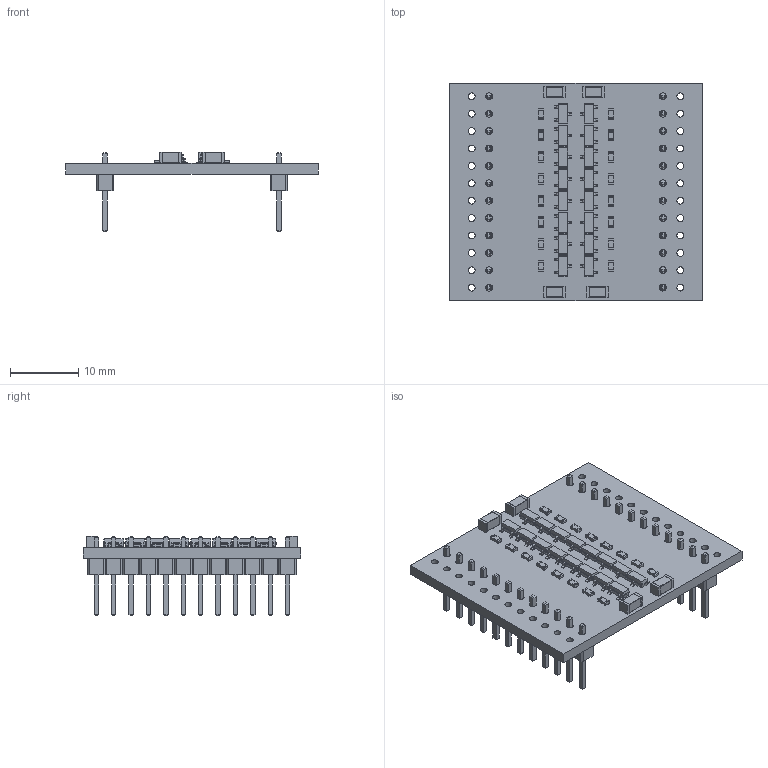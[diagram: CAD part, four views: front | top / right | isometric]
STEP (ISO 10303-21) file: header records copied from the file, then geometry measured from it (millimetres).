
FILE_DESCRIPTION(('KiCad electronic assembly'),'2;1');
FILE_NAME('level_converter.step','2023-03-09T04:00:37',('Pcbnew'),( 'Kicad'),'Open CASCADE STEP processor 7.6','KiCad to STEP converter' ,'Unknown');
FILE_SCHEMA(('AUTOMOTIVE_DESIGN { 1 0 10303 214 1 1 1 1 }'));
Length unit declared in the file: millimetre
Products named in the file (10): level_converter 1; SOT-23; SOLID; R_0603_1608Metric; C_1206_3216Metric; PinHeader_1x12_P2.54mm_Vertical; PCB
Assembly tree (43 placements, depth 3):
  level_converter 1
    SOT-23  x16
      SOLID
    R_0603_1608Metric  x16
      SOLID
    C_1206_3216Metric  x4
      SOLID
    PinHeader_1x12_P2.54mm_Vertical  x2
      SOLID
    PCB
Bounding box: 36.83 x 31.75 x 11.64 mm (x, y, z)
Volume: 2370.1 mm3; surface area: 4408.1 mm2
Topology: 39 solids, 39 shells, 2382 faces, 5816 edges, 3568 vertices
Faces by surface type: plane 1534, bspline 432, cylinder 416
Full cylindrical faces by diameter (mm): 1 x48
Entity records: 33062 total; most frequent: CARTESIAN_POINT 5794, DIRECTION 4468, LINE 3130, VECTOR 3130, ORIENTED_EDGE 2356, PCURVE 2356, DEFINITIONAL_REPRESENTATION 2356, EDGE_CURVE 1178
